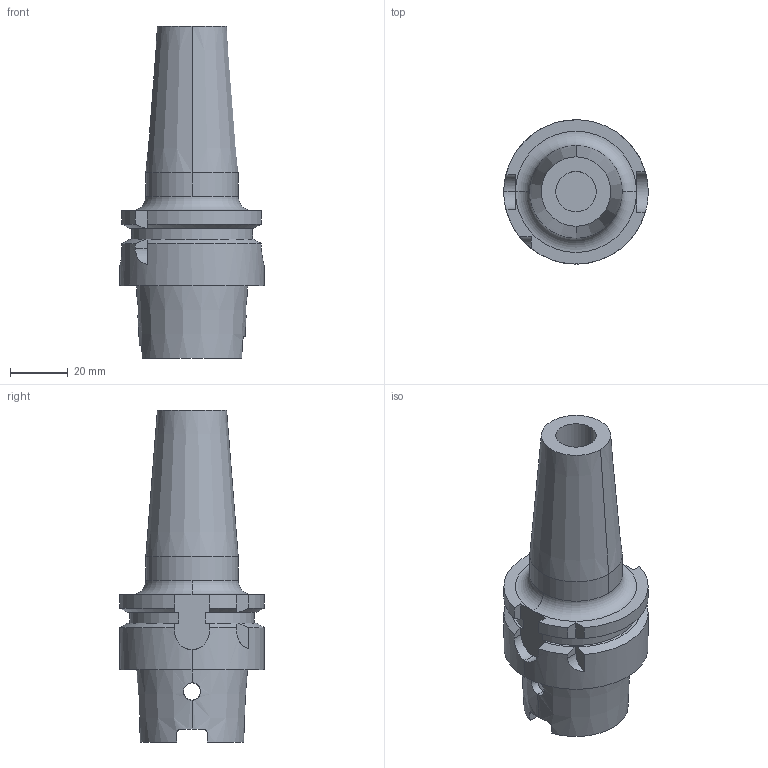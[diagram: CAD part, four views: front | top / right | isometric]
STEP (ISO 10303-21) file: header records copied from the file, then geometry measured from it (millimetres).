
FILE_DESCRIPTION (( 'STEP AP203' ), '1' );
FILE_NAME ('STP-39114.STEP', '2021-03-19T03:24:29', ( '' ), ( '' ), 'SwSTEP 2.0', 'SolidWorks 2017', '' );
FILE_SCHEMA (( 'CONFIG_CONTROL_DESIGN' ));
Length unit declared in the file: millimetre
Products named in the file (1): STP-39114
Bounding box: 50 x 50 x 115 mm (x, y, z)
Volume: 85057.8 mm3; surface area: 22474.9 mm2
Topology: 1 solids, 1 shells, 85 faces, 226 edges, 143 vertices
Faces by surface type: plane 34, cylinder 33, cone 12, torus 6
Entity records: 3175 total; most frequent: CARTESIAN_POINT 992, ORIENTED_EDGE 452, DIRECTION 436, EDGE_CURVE 226, AXIS2_PLACEMENT_3D 165, VERTEX_POINT 143, LINE 106, VECTOR 106
